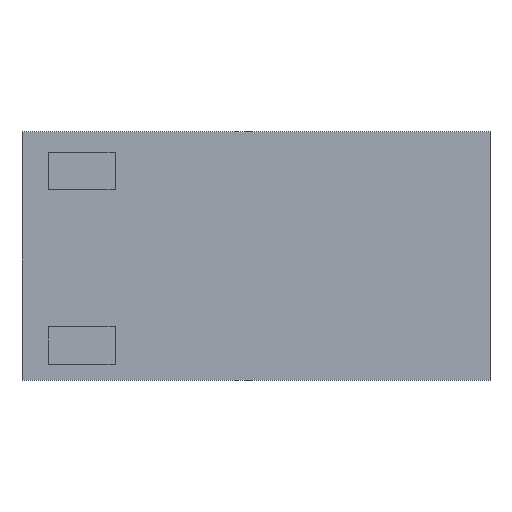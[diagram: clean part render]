
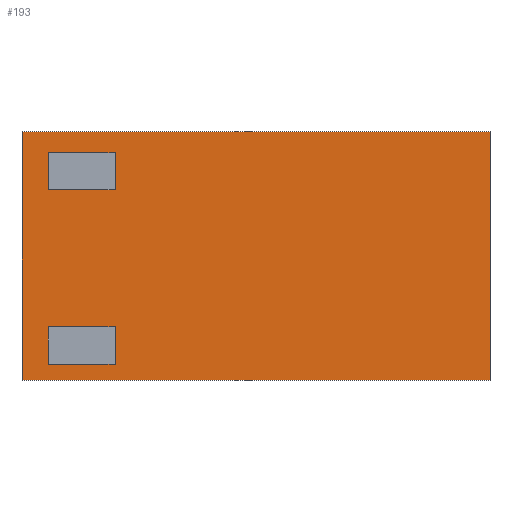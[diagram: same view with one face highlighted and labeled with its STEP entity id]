
A CAD part, top view. The second image highlights one B-rep face of the part: STEP entity #193.
In plain terms, the highlighted planar face has unit normal (0, 0, 1).
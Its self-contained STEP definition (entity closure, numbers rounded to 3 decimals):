
#64 = VERTEX_POINT('',#65);
#65 = CARTESIAN_POINT('',(167.132,25.146,0.411));
#71 = EDGE_CURVE('',#64,#72,#74,.T.);
#72 = VERTEX_POINT('',#73);
#73 = CARTESIAN_POINT('',(167.132,31.496,0.411));
#74 = LINE('',#75,#76);
#75 = CARTESIAN_POINT('',(167.132,25.146,0.411));
#76 = VECTOR('',#77,1.);
#77 = DIRECTION('',(0.,1.,0.));
#102 = EDGE_CURVE('',#72,#103,#105,.T.);
#103 = VERTEX_POINT('',#104);
#104 = CARTESIAN_POINT('',(179.07,31.496,0.411));
#105 = LINE('',#106,#107);
#106 = CARTESIAN_POINT('',(167.132,31.496,0.411));
#107 = VECTOR('',#108,1.);
#108 = DIRECTION('',(1.,0.,0.));
#133 = EDGE_CURVE('',#103,#134,#136,.T.);
#134 = VERTEX_POINT('',#135);
#135 = CARTESIAN_POINT('',(179.07,25.146,0.411));
#136 = LINE('',#137,#138);
#137 = CARTESIAN_POINT('',(179.07,31.496,0.411));
#138 = VECTOR('',#139,1.);
#139 = DIRECTION('',(0.,-1.,0.));
#164 = EDGE_CURVE('',#134,#64,#165,.T.);
#165 = LINE('',#166,#167);
#166 = CARTESIAN_POINT('',(179.07,25.146,0.411));
#167 = VECTOR('',#168,1.);
#168 = DIRECTION('',(-1.,0.,0.));
#193 = ADVANCED_FACE('',(#194),#200,.T.);
#194 = FACE_BOUND('',#195,.F.);
#195 = EDGE_LOOP('',(#196,#197,#198,#199));
#196 = ORIENTED_EDGE('',*,*,#71,.T.);
#197 = ORIENTED_EDGE('',*,*,#102,.T.);
#198 = ORIENTED_EDGE('',*,*,#133,.T.);
#199 = ORIENTED_EDGE('',*,*,#164,.T.);
#200 = PLANE('',#201);
#201 = AXIS2_PLACEMENT_3D('',#202,#203,#204);
#202 = CARTESIAN_POINT('',(167.132,25.146,0.411));
#203 = DIRECTION('',(0.,0.,1.));
#204 = DIRECTION('',(1.,0.,0.));
